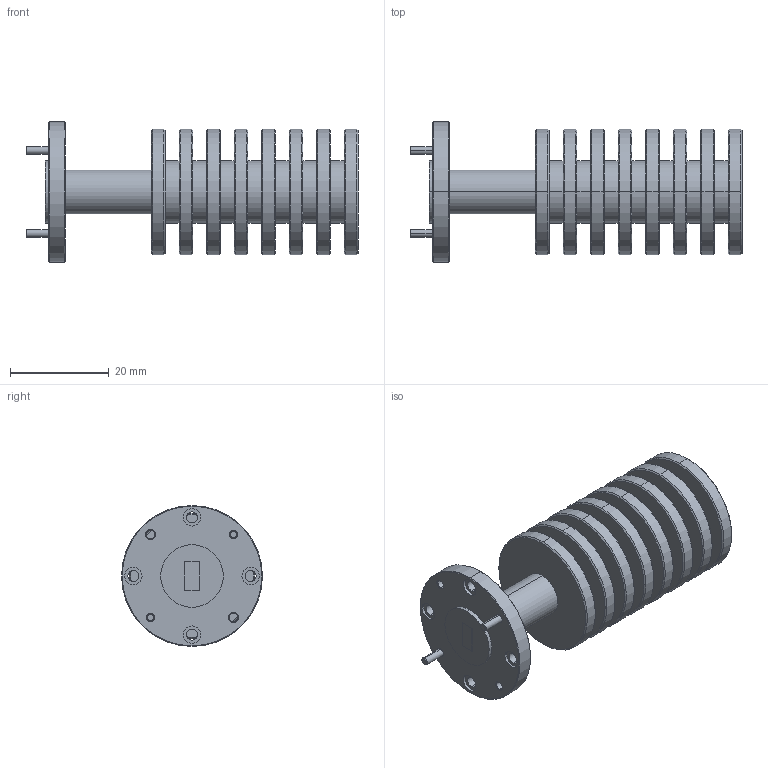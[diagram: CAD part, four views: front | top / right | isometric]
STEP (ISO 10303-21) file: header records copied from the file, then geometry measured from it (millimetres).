
FILE_DESCRIPTION (( 'STEP AP203' ), '1' );
FILE_NAME ('DMWL-22-401-1, df122222.STEP', '2017-08-07T21:25:21', ( '' ), ( '' ), 'SwSTEP 2.0', 'SolidWorks 2013', '' );
FILE_SCHEMA (( 'CONFIG_CONTROL_DESIGN' ));
Length unit declared in the file: inch
Products named in the file (1): DMWL-22-401-1, df122222
Bounding box: 67.37 x 28.57 x 28.57 mm (x, y, z)
Volume: 17001.8 mm3; surface area: 10996.5 mm2
Topology: 4 solids, 4 shells, 149 faces, 324 edges, 204 vertices
Faces by surface type: cylinder 64, cone 52, plane 33
Entity records: 4231 total; most frequent: DIRECTION 820, CARTESIAN_POINT 678, ORIENTED_EDGE 648, AXIS2_PLACEMENT_3D 346, EDGE_CURVE 324, VERTEX_POINT 204, CIRCLE 196, EDGE_LOOP 186
